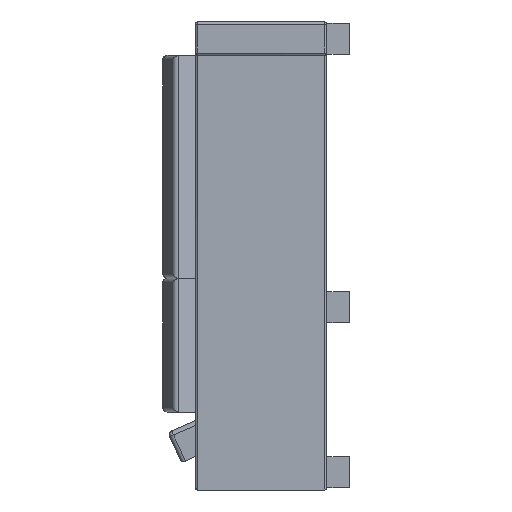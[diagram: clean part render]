
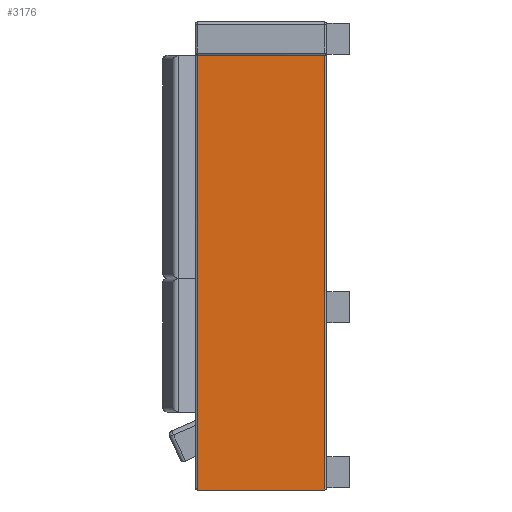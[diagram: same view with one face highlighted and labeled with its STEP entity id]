
A CAD part, left-side view. The second image highlights one B-rep face of the part: STEP entity #3176.
In plain terms, the highlighted planar face has unit normal (-1, 0, 0).
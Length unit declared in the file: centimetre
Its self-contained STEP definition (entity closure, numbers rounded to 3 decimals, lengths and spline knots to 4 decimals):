
#64=PLANE('',#3441);
#239=LINE('',#4875,#564);
#241=LINE('',#4881,#566);
#242=LINE('',#4883,#567);
#243=LINE('',#4884,#568);
#564=VECTOR('',#3863,1.);
#566=VECTOR('',#3869,1.);
#567=VECTOR('',#3870,1.);
#568=VECTOR('',#3871,1.);
#964=FACE_OUTER_BOUND('',#1185,.T.);
#1185=EDGE_LOOP('',(#2305,#2306,#2307,#2308));
#1503=VERTEX_POINT('',#4872);
#1504=VERTEX_POINT('',#4874);
#1506=VERTEX_POINT('',#4880);
#1507=VERTEX_POINT('',#4882);
#1802=EDGE_CURVE('',#1503,#1504,#239,.T.);
#1805=EDGE_CURVE('',#1503,#1506,#241,.T.);
#1806=EDGE_CURVE('',#1507,#1506,#242,.T.);
#1807=EDGE_CURVE('',#1504,#1507,#243,.T.);
#2305=ORIENTED_EDGE('',*,*,#1802,.F.);
#2306=ORIENTED_EDGE('',*,*,#1805,.T.);
#2307=ORIENTED_EDGE('',*,*,#1806,.F.);
#2308=ORIENTED_EDGE('',*,*,#1807,.F.);
#3176=ADVANCED_FACE('',(#964),#64,.T.);
#3441=AXIS2_PLACEMENT_3D('',#4879,#3867,#3868);
#3863=DIRECTION('',(0.,0.,-1.));
#3867=DIRECTION('center_axis',(-1.,0.,0.));
#3868=DIRECTION('ref_axis',(0.,0.,1.));
#3869=DIRECTION('',(0.,1.,0.));
#3870=DIRECTION('',(0.,0.,1.));
#3871=DIRECTION('',(0.,1.,0.));
#4872=CARTESIAN_POINT('',(0.,1.,195.));
#4874=CARTESIAN_POINT('',(0.,1.,0.));
#4875=CARTESIAN_POINT('',(0.,1.,48.75));
#4879=CARTESIAN_POINT('Origin',(0.,0.,0.));
#4880=CARTESIAN_POINT('',(0.,58.,195.));
#4881=CARTESIAN_POINT('',(0.,0.,195.));
#4882=CARTESIAN_POINT('',(0.,58.,0.));
#4883=CARTESIAN_POINT('',(0.,58.,48.75));
#4884=CARTESIAN_POINT('',(0.,0.,0.));
